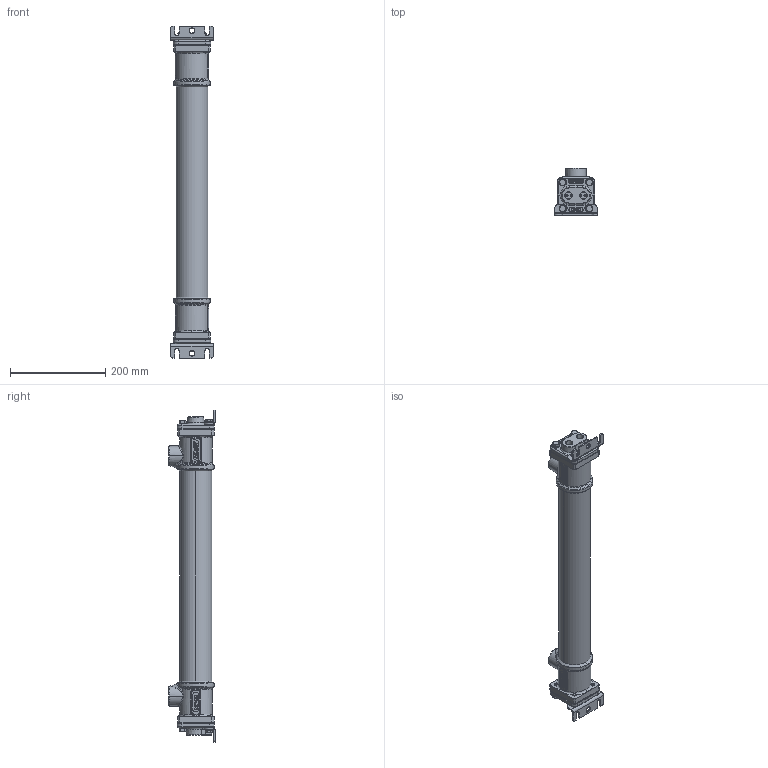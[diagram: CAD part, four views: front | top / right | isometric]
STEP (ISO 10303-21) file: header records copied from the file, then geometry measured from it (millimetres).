
FILE_DESCRIPTION((''),'2;1');
FILE_NAME('84527102928_ASM','2013-06-24T',('ppetruska'),(''),'PRO/ENGINEER BY PARAMETRIC TECHNOLOGY CORPORATION, 2012480','PRO/ENGINEER BY PARAMETRIC TECHNOLOGY CORPORATION, 2012480','');
FILE_SCHEMA(('CONFIG_CONTROL_DESIGN'));
Products named in the file (17): 84527108774_AF5; 84527108778_AF0_ASM; 84527108788_ASM; 84527102990; SIZE_60_WR; 84527108694; 84527108790; 84527108859_AF0; 84527103045_ASM; 84527108819_AF0; 84527103047_ASM; 84527103003; 84527108791; 84527108794; 84527103004; 68514457302; 84527102928_ASM
Assembly tree (32 placements, depth 4):
  84527102928_ASM
    84527108788_ASM  x2
      84527108778_AF0_ASM
        84527108774_AF5
    84527102990
    SIZE_60_WR  x2
    84527108694
    84527108790
    84527103045_ASM
      84527108859_AF0
    84527103047_ASM
      84527108819_AF0
    84527103003
    84527108791  x2
    84527108794  x8
    84527103004  x4
    68514457302  x4
Bounding box: 90 x 98 x 697 mm (x, y, z)
Volume: 746028.1 mm3; surface area: 380315.1 mm2
Topology: 28 solids, 28 shells, 2252 faces, 5875 edges, 3762 vertices
Faces by surface type: plane 1394, cylinder 374, cone 256, bspline 139, torus 51, extrusion 28, sphere 10
Entity records: 55336 total; most frequent: CARTESIAN_POINT 15546, ORIENTED_EDGE 8416, DIRECTION 7770, EDGE_CURVE 4208, VECTOR 3248, LINE 3234, VERTEX_POINT 2723, AXIS2_PLACEMENT_3D 2261
